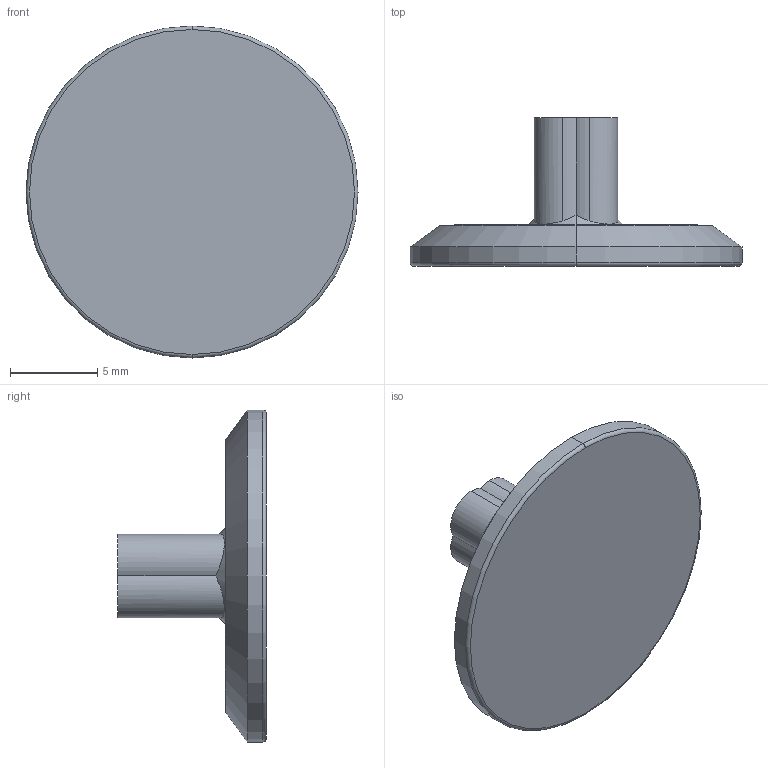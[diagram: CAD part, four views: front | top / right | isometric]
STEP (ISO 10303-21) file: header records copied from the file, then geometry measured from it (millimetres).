
FILE_DESCRIPTION (( 'STEP AP214' ), '1' );
FILE_NAME ('stem2_4_25.STEP', '2025-02-04T15:54:23', ( '' ), ( '' ), 'SwSTEP 2.0', 'SolidWorks 2023', '' );
FILE_SCHEMA (( 'AUTOMOTIVE_DESIGN' ));
Length unit declared in the file: millimetre
Products named in the file (1): stem2_4_25
Bounding box: 19 x 8.5 x 19 mm (x, y, z)
Volume: 604.5 mm3; surface area: 793.8 mm2
Topology: 1 solids, 1 shells, 26 faces, 54 edges, 32 vertices
Faces by surface type: cylinder 8, cone 8, torus 6, plane 4
Entity records: 779 total; most frequent: CARTESIAN_POINT 187, DIRECTION 134, ORIENTED_EDGE 108, AXIS2_PLACEMENT_3D 59, EDGE_CURVE 54, VERTEX_POINT 32, CIRCLE 32, EDGE_LOOP 28
